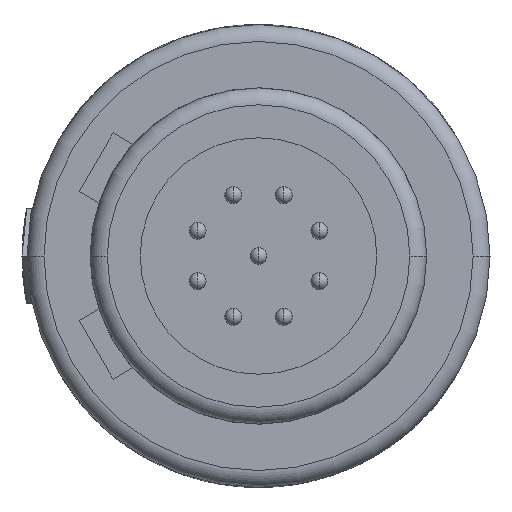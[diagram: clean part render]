
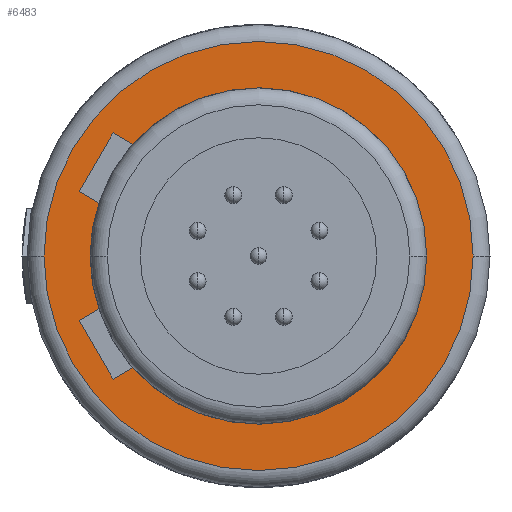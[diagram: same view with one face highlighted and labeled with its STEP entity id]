
A CAD part, left-side view. The second image highlights one B-rep face of the part: STEP entity #6483.
In plain terms, the highlighted planar face has unit normal (-1, 0, 0).
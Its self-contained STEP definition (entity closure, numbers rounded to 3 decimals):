
#1829=CARTESIAN_POINT('',(-6.7,0.,0.));
#1830=DIRECTION('',(-1.,0.,0.));
#1831=DIRECTION('',(0.,-1.,0.));
#1832=AXIS2_PLACEMENT_3D('',#1829,#1830,#1831);
#1834=CARTESIAN_POINT('',(-6.7,0.,0.));
#1835=DIRECTION('',(-1.,0.,0.));
#1836=DIRECTION('',(0.,1.,0.));
#1837=AXIS2_PLACEMENT_3D('',#1834,#1835,#1836);
#1839=DIRECTION('',(0.,0.866,-0.5));
#1840=VECTOR('',#1839,0.677);
#1841=CARTESIAN_POINT('',(-6.7,3.721,-3.303));
#1842=LINE('',#1841,#1840);
#1843=DIRECTION('',(0.,0.866,0.5));
#1844=VECTOR('',#1843,0.677);
#1845=CARTESIAN_POINT('',(-6.7,3.721,3.303));
#1846=LINE('',#1845,#1844);
#1847=DIRECTION('',(0.,-0.5,0.866));
#1848=VECTOR('',#1847,2.);
#1849=CARTESIAN_POINT('',(-6.7,5.306,1.909));
#1850=LINE('',#1849,#1848);
#1851=DIRECTION('',(0.,0.866,0.5));
#1852=VECTOR('',#1851,0.677);
#1853=CARTESIAN_POINT('',(-6.7,4.721,1.571));
#1854=LINE('',#1853,#1852);
#1855=DIRECTION('',(0.,0.866,-0.5));
#1856=VECTOR('',#1855,0.677);
#1857=CARTESIAN_POINT('',(-6.7,4.721,-1.571));
#1858=LINE('',#1857,#1856);
#1859=DIRECTION('',(0.,0.5,0.866));
#1860=VECTOR('',#1859,2.);
#1861=CARTESIAN_POINT('',(-6.7,4.306,-3.641));
#1862=LINE('',#1861,#1860);
#1897=CARTESIAN_POINT('',(-6.7,0.,0.));
#1898=DIRECTION('',(-1.,0.,0.));
#1899=DIRECTION('',(0.,1.,0.));
#1900=AXIS2_PLACEMENT_3D('',#1897,#1898,#1899);
#1915=CARTESIAN_POINT('',(-6.7,0.,0.));
#1916=DIRECTION('',(-1.,0.,0.));
#1917=DIRECTION('',(0.,0.748,-0.664));
#1918=AXIS2_PLACEMENT_3D('',#1915,#1916,#1917);
#1928=CARTESIAN_POINT('',(-6.7,0.,0.));
#1929=DIRECTION('',(1.,0.,0.));
#1930=DIRECTION('',(0.,0.748,0.664));
#1931=AXIS2_PLACEMENT_3D('',#1928,#1929,#1930);
#1938=CARTESIAN_POINT('',(-6.7,0.,0.));
#1939=DIRECTION('',(1.,0.,0.));
#1940=DIRECTION('',(0.,1.,0.));
#1941=AXIS2_PLACEMENT_3D('',#1938,#1939,#1940);
#3515=CARTESIAN_POINT('',(-6.7,-6.35,0.));
#3516=CARTESIAN_POINT('',(-6.7,6.35,0.));
#3517=VERTEX_POINT('',#3515);
#3518=VERTEX_POINT('',#3516);
#3531=CARTESIAN_POINT('',(-6.7,4.975,0.));
#3532=VERTEX_POINT('',#3531);
#3533=CARTESIAN_POINT('',(-6.7,-4.975,0.));
#3534=VERTEX_POINT('',#3533);
#4075=CARTESIAN_POINT('',(-6.7,4.306,3.641));
#4076=VERTEX_POINT('',#4075);
#4079=CARTESIAN_POINT('',(-6.7,5.306,1.909));
#4080=VERTEX_POINT('',#4079);
#4087=CARTESIAN_POINT('',(-6.7,4.306,-3.641));
#4088=VERTEX_POINT('',#4087);
#4091=CARTESIAN_POINT('',(-6.7,5.306,-1.909));
#4092=VERTEX_POINT('',#4091);
#4095=CARTESIAN_POINT('',(-6.7,4.721,1.571));
#4096=VERTEX_POINT('',#4095);
#4097=CARTESIAN_POINT('',(-6.7,3.721,3.303));
#4098=VERTEX_POINT('',#4097);
#4099=CARTESIAN_POINT('',(-6.7,3.721,-3.303));
#4100=VERTEX_POINT('',#4099);
#4101=CARTESIAN_POINT('',(-6.7,4.721,-1.571));
#4102=VERTEX_POINT('',#4101);
#6451=CARTESIAN_POINT('',(-6.7,0.,0.));
#6452=DIRECTION('',(1.,0.,0.));
#6453=DIRECTION('',(0.,-1.,0.));
#6454=AXIS2_PLACEMENT_3D('',#6451,#6452,#6453);
#6455=PLANE('',#6454);
#6457=ORIENTED_EDGE('',*,*,#6456,.F.);
#6458=ORIENTED_EDGE('',*,*,#6434,.F.);
#6459=EDGE_LOOP('',(#6457,#6458));
#6460=FACE_OUTER_BOUND('',#6459,.F.);
#6462=ORIENTED_EDGE('',*,*,#6461,.F.);
#6464=ORIENTED_EDGE('',*,*,#6463,.T.);
#6466=ORIENTED_EDGE('',*,*,#6465,.F.);
#6468=ORIENTED_EDGE('',*,*,#6467,.T.);
#6470=ORIENTED_EDGE('',*,*,#6469,.F.);
#6472=ORIENTED_EDGE('',*,*,#6471,.F.);
#6474=ORIENTED_EDGE('',*,*,#6473,.F.);
#6476=ORIENTED_EDGE('',*,*,#6475,.T.);
#6478=ORIENTED_EDGE('',*,*,#6477,.T.);
#6480=ORIENTED_EDGE('',*,*,#6479,.F.);
#6481=EDGE_LOOP('',(#6462,#6464,#6466,#6468,#6470,#6472,#6474,#6476,#6478,
#6480));
#6482=FACE_BOUND('',#6481,.F.);
#1833=CIRCLE('',#1832,6.35);
#1838=CIRCLE('',#1837,6.35);
#1901=CIRCLE('',#1900,4.975);
#1919=CIRCLE('',#1918,4.975);
#1932=CIRCLE('',#1931,4.975);
#1942=CIRCLE('',#1941,4.975);
#6434=EDGE_CURVE('',#3518,#3517,#1838,.T.);
#6456=EDGE_CURVE('',#3517,#3518,#1833,.T.);
#6461=EDGE_CURVE('',#4100,#4088,#1842,.T.);
#6463=EDGE_CURVE('',#4100,#3534,#1919,.T.);
#6465=EDGE_CURVE('',#4098,#3534,#1932,.T.);
#6467=EDGE_CURVE('',#4098,#4076,#1846,.T.);
#6469=EDGE_CURVE('',#4080,#4076,#1850,.T.);
#6471=EDGE_CURVE('',#4096,#4080,#1854,.T.);
#6473=EDGE_CURVE('',#3532,#4096,#1942,.T.);
#6475=EDGE_CURVE('',#3532,#4102,#1901,.T.);
#6477=EDGE_CURVE('',#4102,#4092,#1858,.T.);
#6479=EDGE_CURVE('',#4088,#4092,#1862,.T.);
#6483=ADVANCED_FACE('',(#6460,#6482),#6455,.F.);
